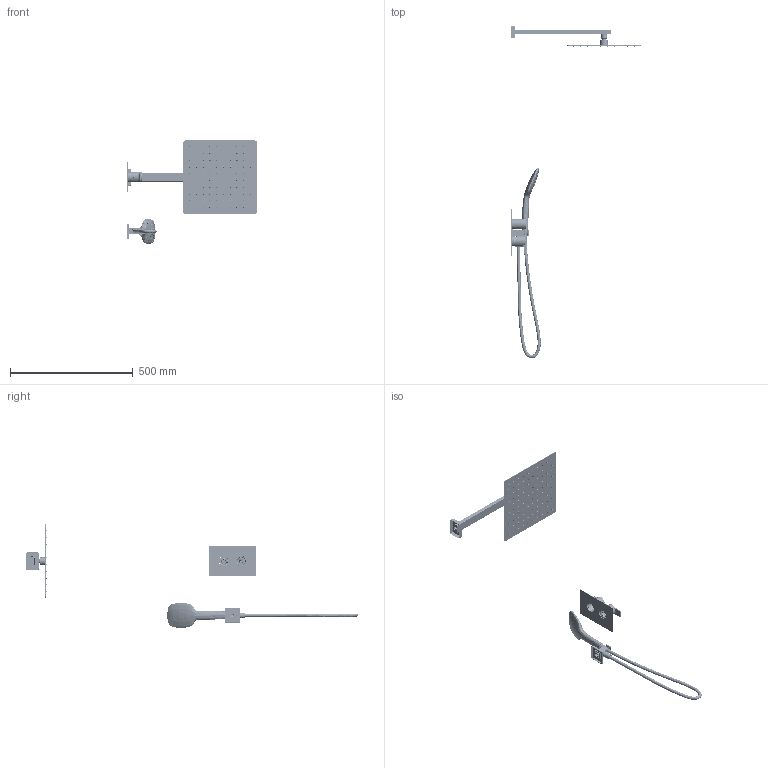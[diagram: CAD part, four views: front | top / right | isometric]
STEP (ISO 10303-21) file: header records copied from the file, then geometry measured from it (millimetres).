
FILE_DESCRIPTION (( 'STEP AP203' ), '1' );
FILE_NAME ('94DP11130.STEP', '2025-09-01T09:44:01', ( '' ), ( '' ), 'SwSTEP 2.0', 'SolidWorks 2021', '' );
FILE_SCHEMA (( 'CONFIG_CONTROL_DESIGN' ));
Products named in the file (1): 94DP11130
Bounding box: 528.45 x 1349.51 x 420.43 mm (x, y, z)
Volume: 811330.6 mm3; surface area: 737593.6 mm2
Topology: 122 solids, 122 shells, 5762 faces, 14260 edges, 9156 vertices
Faces by surface type: bspline 3012, cylinder 1217, plane 1134, cone 353, torus 23, sphere 23
Full cylindrical faces by diameter (mm): 1.5 x100, 1.7 x102, 2 x1, 3.1 x150, 3.3 x100, 3.6 x50, 4.2 x1, 4.4 x50, 4.5 x1, 5 x100, 6.2 x2, 6.8 x1, 7 x1, 8.8 x1, 9.2 x1, 9.5 x1, 10 x101, 10.5 x2, 11 x1, 12.13 x1, 12.45 x1, 12.5 x1, 12.8 x1, 13.4 x2, 13.5 x1, 13.55 x1, 14 x3, 14.95 x1, 15 x2, 15.75 x1
Entity records: 449055 total; most frequent: CARTESIAN_POINT 352484, ORIENTED_EDGE 21986, DIRECTION 11331, EDGE_CURVE 10993, EDGE_LOOP 9176, VERTEX_POINT 8235, FACE_OUTER_BOUND 7746, B_SPLINE_CURVE_WITH_KNOTS 6176
